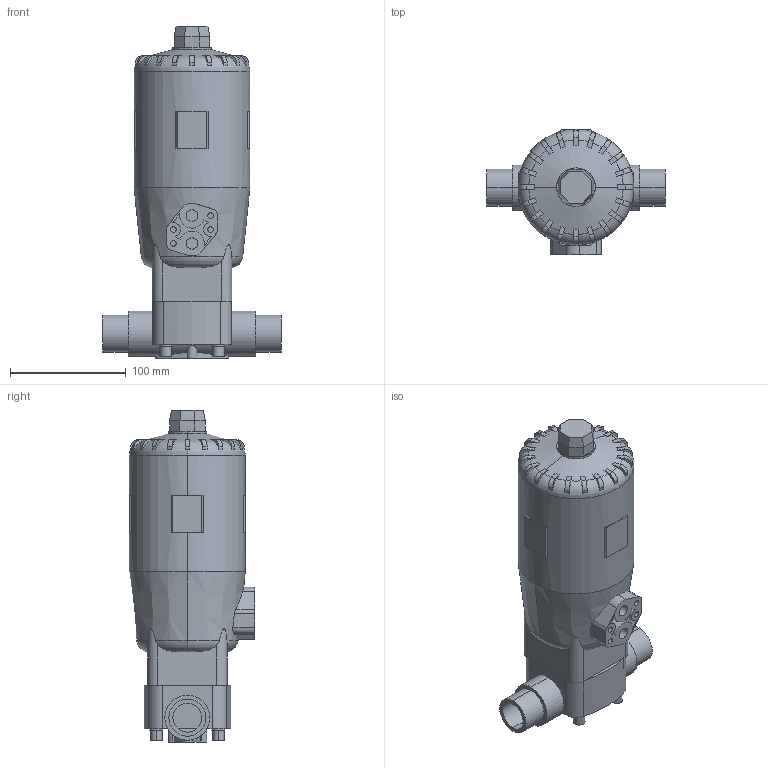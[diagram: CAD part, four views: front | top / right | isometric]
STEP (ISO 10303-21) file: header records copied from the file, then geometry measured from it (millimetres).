
FILE_DESCRIPTION(('STEP AP214'),'1');
FILE_NAME('cctmp_BBE87BAF-16C6-4876-B6C6-42F63C59F0FA_2021_10_26_14_51_25_0242..stp','2021-10-26T12:51:25',('Praher Valves GmbH'),('CADClick - www.CADClick.com'),'Spatial InterOp 3D',' ','unknown authorization');
FILE_SCHEMA(('AUTOMOTIVE_DESIGN'));
Length unit declared in the file: millimetre
Products named in the file (1): 126045
Bounding box: 154 x 108 x 286.5 mm (x, y, z)
Volume: 1768403.8 mm3; surface area: 113168.3 mm2
Topology: 1 solids, 1 shells, 293 faces, 764 edges, 498 vertices
Faces by surface type: plane 185, cylinder 96, torus 8, cone 4
Entity records: 12982 total; most frequent: CARTESIAN_POINT 3478, ORIENTED_EDGE 1528, DIRECTION 1478, EDGE_CURVE 764, AXIS2_PLACEMENT_3D 558, VERTEX_POINT 498, LINE 362, VECTOR 362
